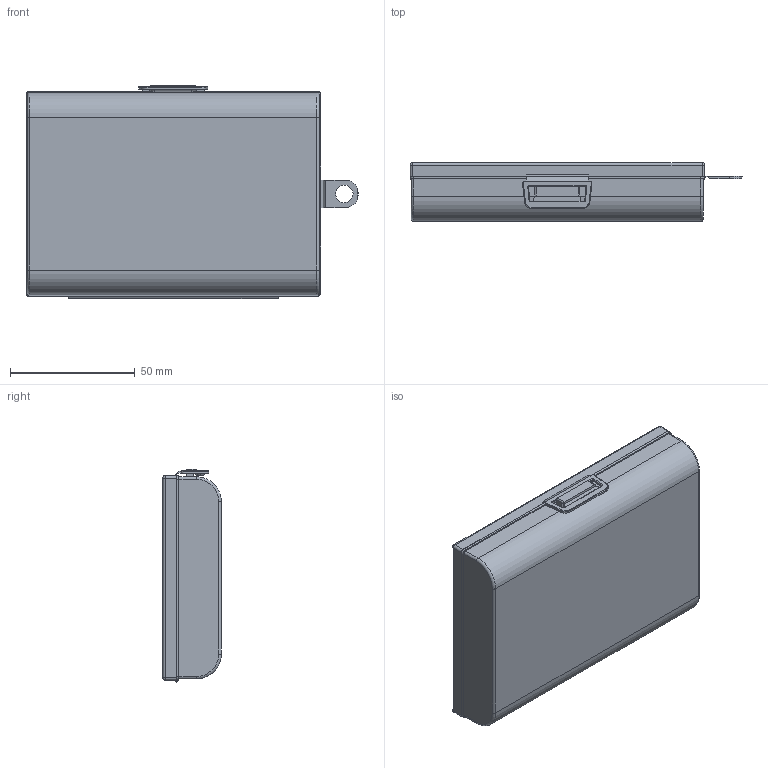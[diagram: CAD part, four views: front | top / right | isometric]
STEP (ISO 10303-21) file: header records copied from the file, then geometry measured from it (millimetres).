
FILE_DESCRIPTION (( 'STEP AP214' ), '1' );
FILE_NAME ('B221 Êîíòåéíåð ïëàñòèêîâûé ñ êðûøêîé 120x85x23.STEP', '2021-10-05T14:13:34', ( 'Ïîëüçîâàòåëü Windows' ), ( '' ), 'SwSTEP 2.0', 'SolidWorks 2021', '' );
FILE_SCHEMA (( 'AUTOMOTIVE_DESIGN' ));
Length unit declared in the file: millimetre
Products named in the file (5): B221 Êðûøêà_00; B221 青腙郷00; B221 Êîíòåéíåð ïëàñòèêîâûé ñ êðûøêîé 120x85x23; B221 Áîêîâîå êðïåëåíèå_00; B221 澎觐耱黖00
Assembly tree (4 placements, depth 2):
  B221 Êîíòåéíåð ïëàñòèêîâûé ñ êðûøêîé 120x85x23
    B221 澎觐耱黖00
    B221 Êðûøêà_00
    B221 青腙郷00
    B221 Áîêîâîå êðïåëåíèå_00
Bounding box: 133 x 23.5 x 85.5 mm (x, y, z)
Volume: 42717.1 mm3; surface area: 68674.3 mm2
Topology: 4 solids, 4 shells, 259 faces, 689 edges, 438 vertices
Faces by surface type: plane 168, cylinder 69, torus 18, sphere 4
Entity records: 8141 total; most frequent: CARTESIAN_POINT 1399, DIRECTION 1373, ORIENTED_EDGE 1370, EDGE_CURVE 685, LINE 525, VECTOR 525, VERTEX_POINT 438, AXIS2_PLACEMENT_3D 424
